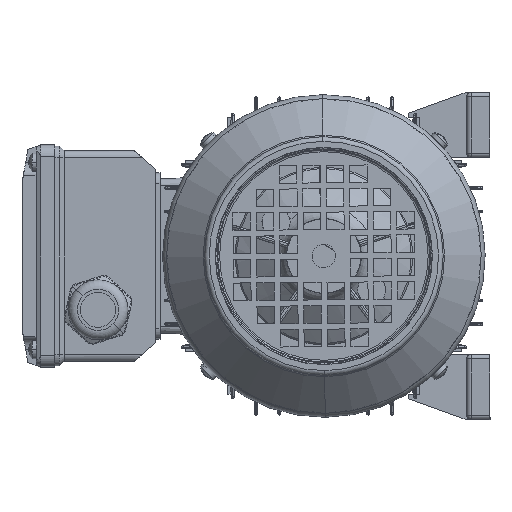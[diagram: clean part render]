
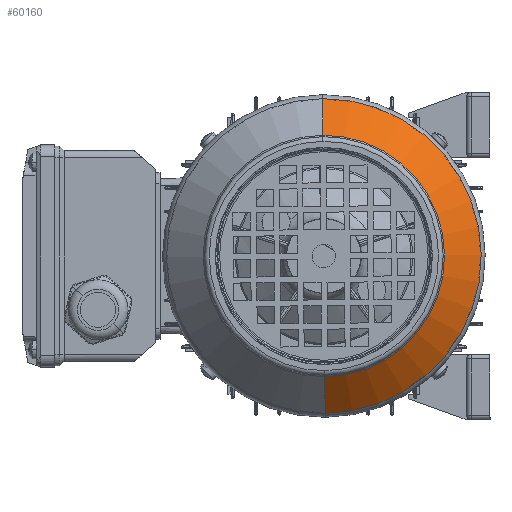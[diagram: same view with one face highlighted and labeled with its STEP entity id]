
A CAD part, left-side view. The second image highlights one B-rep face of the part: STEP entity #60160.
In plain terms, the highlighted conical face has half-angle 45 degrees and reference radius 51.586 mm.
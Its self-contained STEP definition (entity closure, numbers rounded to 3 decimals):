
#3129 = AXIS2_PLACEMENT_3D ( 'NONE', #34671, #132447, #120622 ) ;
#5002 = DIRECTION ( 'NONE',  ( -0.707, 0., -0.707 ) ) ;
#6811 = VECTOR ( 'NONE', #88698, 1000. ) ;
#15455 = VERTEX_POINT ( 'NONE', #35837 ) ;
#28655 = ORIENTED_EDGE ( 'NONE', *, *, #73045, .T. ) ;
#34671 = CARTESIAN_POINT ( 'NONE',  ( 69.414, 0., 0. ) ) ;
#35837 = CARTESIAN_POINT ( 'NONE',  ( 53.749, 0., 67.251 ) ) ;
#36216 = LINE ( 'NONE', #100010, #76885 ) ;
#37635 = ORIENTED_EDGE ( 'NONE', *, *, #125814, .T. ) ;
#42046 = DIRECTION ( 'NONE',  ( -1., 0., 0. ) ) ;
#44419 = CARTESIAN_POINT ( 'NONE',  ( 69.414, 0., 51.586 ) ) ;
#44524 = VERTEX_POINT ( 'NONE', #119258 ) ;
#46160 = CARTESIAN_POINT ( 'NONE',  ( 69.414, 0., 51.586 ) ) ;
#46880 = ORIENTED_EDGE ( 'NONE', *, *, #119287, .F. ) ;
#54233 = CONICAL_SURFACE ( 'NONE', #3129, 51.586, 0.785 ) ;
#54868 = LINE ( 'NONE', #44419, #6811 ) ;
#56521 = AXIS2_PLACEMENT_3D ( 'NONE', #86366, #42046, #128713 ) ;
#57008 = EDGE_CURVE ( 'NONE', #44524, #15455, #82695, .T. ) ;
#59477 = DIRECTION ( 'NONE',  ( -1., 0., 0. ) ) ;
#60160 = ADVANCED_FACE ( 'NONE', ( #119278 ), #54233, .T. ) ;
#60539 = AXIS2_PLACEMENT_3D ( 'NONE', #132991, #59477, #69864 ) ;
#62647 = EDGE_LOOP ( 'NONE', ( #46880, #28655, #37635, #108967 ) ) ;
#69864 = DIRECTION ( 'NONE',  ( 0., 0., 1. ) ) ;
#73045 = EDGE_CURVE ( 'NONE', #104411, #120427, #114035, .T. ) ;
#76885 = VECTOR ( 'NONE', #5002, 1000. ) ;
#82695 = CIRCLE ( 'NONE', #60539, 67.251 ) ;
#86366 = CARTESIAN_POINT ( 'NONE',  ( 69.414, 0., 0. ) ) ;
#88698 = DIRECTION ( 'NONE',  ( -0.707, 0., 0.707 ) ) ;
#94451 = CARTESIAN_POINT ( 'NONE',  ( 69.414, 0., -51.586 ) ) ;
#100010 = CARTESIAN_POINT ( 'NONE',  ( 69.414, 0., -51.586 ) ) ;
#104411 = VERTEX_POINT ( 'NONE', #94451 ) ;
#108967 = ORIENTED_EDGE ( 'NONE', *, *, #57008, .F. ) ;
#114035 = CIRCLE ( 'NONE', #56521, 51.586 ) ;
#119258 = CARTESIAN_POINT ( 'NONE',  ( 53.749, 0., -67.251 ) ) ;
#119278 = FACE_OUTER_BOUND ( 'NONE', #62647, .T. ) ;
#119287 = EDGE_CURVE ( 'NONE', #104411, #44524, #36216, .T. ) ;
#120427 = VERTEX_POINT ( 'NONE', #46160 ) ;
#120622 = DIRECTION ( 'NONE',  ( 0., 0., 1. ) ) ;
#125814 = EDGE_CURVE ( 'NONE', #120427, #15455, #54868, .T. ) ;
#128713 = DIRECTION ( 'NONE',  ( 0., 0., 1. ) ) ;
#132447 = DIRECTION ( 'NONE',  ( -1., 0., 0. ) ) ;
#132991 = CARTESIAN_POINT ( 'NONE',  ( 53.749, 0., 0. ) ) ;
